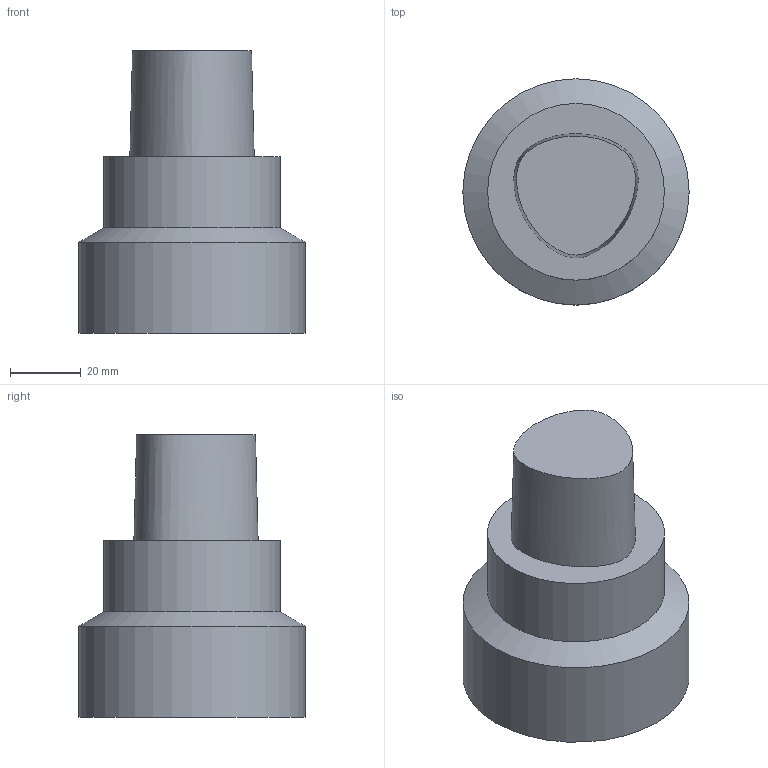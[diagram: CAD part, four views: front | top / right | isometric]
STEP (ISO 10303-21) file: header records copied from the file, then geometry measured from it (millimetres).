
FILE_DESCRIPTION((''),'1');
FILE_NAME('C5-CKB6-50.stp','2012-12-04T08:04:57',(''),(''),'Spatial Interop R18','Kubotek KeyCreator V8.5.1 (14335)',' ');
FILE_SCHEMA(('CONFIG_CONTROL_DESIGN'));
Length unit declared in the file: millimetre
Products named in the file (1): 1
Bounding box: 64 x 64 x 80 mm (x, y, z)
Volume: 160066.3 mm3; surface area: 18140.3 mm2
Topology: 1 solids, 1 shells, 7 faces, 10 edges, 6 vertices
Faces by surface type: plane 3, cylinder 2, bspline 1, cone 1
Full cylindrical faces by diameter (mm): 49.98 x1, 64 x1
Entity records: 701 total; most frequent: CARTESIAN_POINT 550, DIRECTION 22, ORIENTED_EDGE 14, AXIS2_PLACEMENT_3D 11, EDGE_LOOP 11, ADVANCED_FACE 7, FACE_BOUND 7, EDGE_CURVE 7
